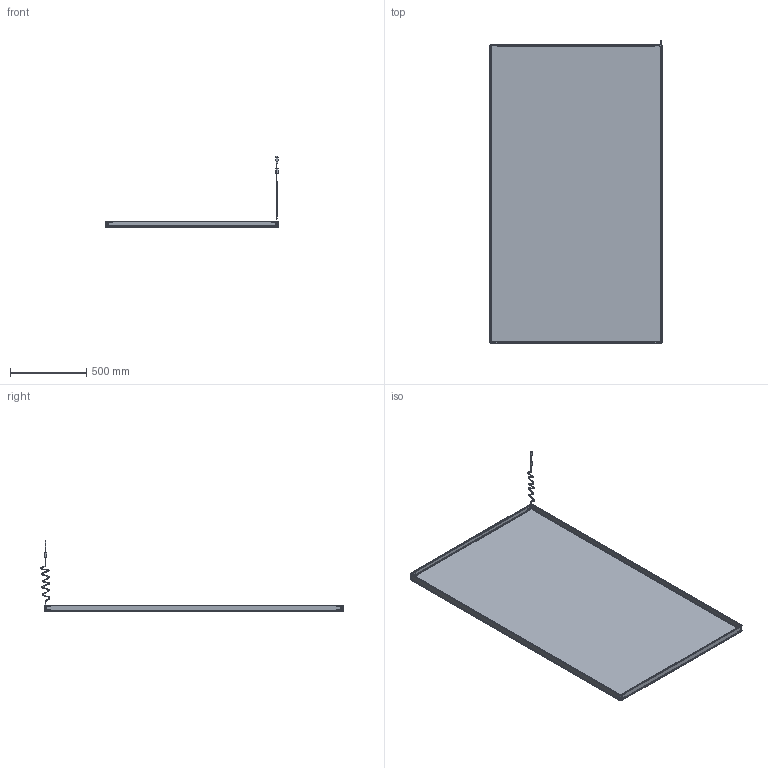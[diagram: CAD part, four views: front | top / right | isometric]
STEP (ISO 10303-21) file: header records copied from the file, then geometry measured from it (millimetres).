
FILE_DESCRIPTION((''),'2;1');
FILE_NAME('ASM0001_ASM','2018-06-21T',('Damon'),(''),'PRO/ENGINEER BY PARAMETRIC TECHNOLOGY CORPORATION, 2009280','PRO/ENGINEER BY PARAMETRIC TECHNOLOGY CORPORATION, 2009280','');
FILE_SCHEMA(('CONFIG_CONTROL_DESIGN'));
Length unit declared in the file: millimetre
Products named in the file (12): X-UP; 1; Y; YAKELI; BOLIJIAOLV-X; BOLIJIAOLV-Y; ASM0002_ASM; JIAOLVGAIBAN; JIAOLVGAIBAN-Y; M3X3; USB; ASM0001_ASM
Assembly tree (88 placements, depth 3):
  ASM0001_ASM
    X-UP  x2
    1  x4
    Y  x2
    ASM0002_ASM
      YAKELI
      BOLIJIAOLV-X  x2
      BOLIJIAOLV-Y  x2
    JIAOLVGAIBAN  x2
    JIAOLVGAIBAN-Y  x2
    M3X3  x69
    USB
Bounding box: 1130.4 x 1984.33 x 468.24 mm (x, y, z)
Volume: 9649916.8 mm3; surface area: 5898568 mm2
Topology: 87 solids, 87 shells, 1582 faces, 3860 edges, 2532 vertices
Faces by surface type: cylinder 794, plane 712, cone 36, torus 34, bspline 6
Entity records: 21502 total; most frequent: CARTESIAN_POINT 7333, DIRECTION 3066, ORIENTED_EDGE 2712, EDGE_CURVE 1356, AXIS2_PLACEMENT_3D 1125, VERTEX_POINT 882, VECTOR 816, LINE 816
